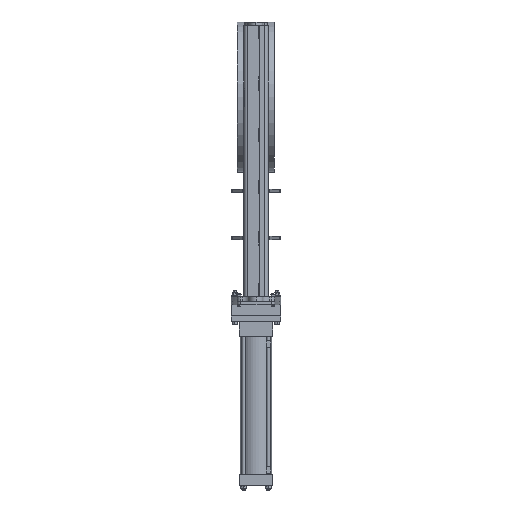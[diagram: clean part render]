
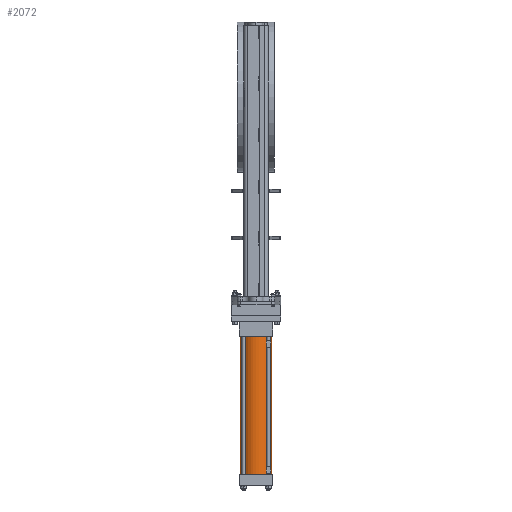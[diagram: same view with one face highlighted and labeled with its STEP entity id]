
A CAD part, left-side view. The second image highlights one B-rep face of the part: STEP entity #2072.
In plain terms, the highlighted cylindrical face has radius 44.45 mm (diameter 88.9 mm), a partial arc.
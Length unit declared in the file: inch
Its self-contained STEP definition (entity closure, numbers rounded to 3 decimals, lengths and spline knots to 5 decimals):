
#43 = VECTOR ( 'NONE', #23095, 39.37008 ) ;
#380 = LINE ( 'NONE', #22347, #16184 ) ;
#707 = AXIS2_PLACEMENT_3D ( 'NONE', #9084, #11222, #1423 ) ;
#1323 = CARTESIAN_POINT ( 'NONE',  ( 0., -0.0351, -26.626 ) ) ;
#1423 = DIRECTION ( 'NONE',  ( 0., -1., 0. ) ) ;
#1448 = ORIENTED_EDGE ( 'NONE', *, *, #9101, .F. ) ;
#2072 = ADVANCED_FACE ( 'NONE', ( #24578, #7554, #8508 ), #4116, .T. ) ;
#2110 = ORIENTED_EDGE ( 'NONE', *, *, #14728, .T. ) ;
#2120 = VECTOR ( 'NONE', #6461, 39.37008 ) ;
#2557 = AXIS2_PLACEMENT_3D ( 'NONE', #16867, #20537, #16598 ) ;
#3779 = CIRCLE ( 'NONE', #15891, 1.75 ) ;
#3912 = LINE ( 'NONE', #12647, #18731 ) ;
#3932 = CARTESIAN_POINT ( 'NONE',  ( 0., -1.7851, -26.626 ) ) ;
#4116 = CYLINDRICAL_SURFACE ( 'NONE', #2557, 1.75 ) ;
#4215 = AXIS2_PLACEMENT_3D ( 'NONE', #3932, #6128, #20751 ) ;
#4790 = EDGE_LOOP ( 'NONE', ( #25250, #14697, #14708, #1448 ) ) ;
#4936 = ORIENTED_EDGE ( 'NONE', *, *, #20154, .T. ) ;
#4939 = CIRCLE ( 'NONE', #12314, 1.75 ) ;
#4979 = VERTEX_POINT ( 'NONE', #1323 ) ;
#5851 = CARTESIAN_POINT ( 'NONE',  ( -1.13, -3.12136, -41.876 ) ) ;
#6128 = DIRECTION ( 'NONE',  ( 0., 0., 1. ) ) ;
#6316 = DIRECTION ( 'NONE',  ( 0., -1., 0. ) ) ;
#6461 = DIRECTION ( 'NONE',  ( 0., 0., -1. ) ) ;
#6585 = DIRECTION ( 'NONE',  ( 0., 0., 1. ) ) ;
#6681 = ORIENTED_EDGE ( 'NONE', *, *, #25987, .T. ) ;
#7009 = EDGE_CURVE ( 'NONE', #25192, #13056, #3912, .T. ) ;
#7057 = CIRCLE ( 'NONE', #9758, 1.75 ) ;
#7350 = DIRECTION ( 'NONE',  ( 0., -1., 0. ) ) ;
#7554 = FACE_BOUND ( 'NONE', #7783, .T. ) ;
#7783 = EDGE_LOOP ( 'NONE', ( #2110, #4936, #14148, #15713 ) ) ;
#7856 = DIRECTION ( 'NONE',  ( 0., -1., 0. ) ) ;
#8186 = CARTESIAN_POINT ( 'NONE',  ( -1.33626, -2.9151, -41.126 ) ) ;
#8404 = CARTESIAN_POINT ( 'NONE',  ( -1.13, -3.12136, -41.126 ) ) ;
#8438 = CARTESIAN_POINT ( 'NONE',  ( -1.33626, -2.9151, -27.126 ) ) ;
#8508 = FACE_OUTER_BOUND ( 'NONE', #19490, .T. ) ;
#8534 = ORIENTED_EDGE ( 'NONE', *, *, #10227, .F. ) ;
#9084 = CARTESIAN_POINT ( 'NONE',  ( 0., -1.7851, -41.876 ) ) ;
#9101 = EDGE_CURVE ( 'NONE', #25192, #15171, #12981, .T. ) ;
#9758 = AXIS2_PLACEMENT_3D ( 'NONE', #22526, #18749, #6316 ) ;
#9844 = EDGE_CURVE ( 'NONE', #12263, #15137, #3779, .T. ) ;
#10227 = EDGE_CURVE ( 'NONE', #4979, #15407, #23004, .T. ) ;
#10956 = LINE ( 'NONE', #16788, #2120 ) ;
#10958 = VECTOR ( 'NONE', #6585, 39.37008 ) ;
#10994 = CARTESIAN_POINT ( 'NONE',  ( 0., -0.0351, -42.02556 ) ) ;
#11076 = CARTESIAN_POINT ( 'NONE',  ( -1.33626, -2.9151, -41.876 ) ) ;
#11221 = ORIENTED_EDGE ( 'NONE', *, *, #20883, .F. ) ;
#11222 = DIRECTION ( 'NONE',  ( 0., 0., -1. ) ) ;
#12013 = DIRECTION ( 'NONE',  ( 0., 0., -1. ) ) ;
#12077 = VERTEX_POINT ( 'NONE', #23934 ) ;
#12263 = VERTEX_POINT ( 'NONE', #8404 ) ;
#12314 = AXIS2_PLACEMENT_3D ( 'NONE', #19525, #21371, #7350 ) ;
#12582 = CARTESIAN_POINT ( 'NONE',  ( 0., -0.0351, -42.11956 ) ) ;
#12647 = CARTESIAN_POINT ( 'NONE',  ( -1.13, -3.12136, -42.11956 ) ) ;
#12866 = DIRECTION ( 'NONE',  ( 0., 0., -1. ) ) ;
#12955 = CARTESIAN_POINT ( 'NONE',  ( 0., -1.7851, -41.126 ) ) ;
#12981 = CIRCLE ( 'NONE', #16049, 1.75 ) ;
#13056 = VERTEX_POINT ( 'NONE', #24098 ) ;
#13091 = DIRECTION ( 'NONE',  ( 0., 0., -1. ) ) ;
#13586 = VERTEX_POINT ( 'NONE', #5851 ) ;
#13888 = CARTESIAN_POINT ( 'NONE',  ( -1.13, -3.12136, -27.126 ) ) ;
#14148 = ORIENTED_EDGE ( 'NONE', *, *, #20956, .T. ) ;
#14474 = ORIENTED_EDGE ( 'NONE', *, *, #21067, .F. ) ;
#14697 = ORIENTED_EDGE ( 'NONE', *, *, #17861, .T. ) ;
#14707 = DIRECTION ( 'NONE',  ( 0., 0., 1. ) ) ;
#14708 = ORIENTED_EDGE ( 'NONE', *, *, #25408, .T. ) ;
#14728 = EDGE_CURVE ( 'NONE', #12263, #13586, #10956, .T. ) ;
#14838 = CARTESIAN_POINT ( 'NONE',  ( -1.33626, -2.9151, -42.11956 ) ) ;
#14989 = CARTESIAN_POINT ( 'NONE',  ( 0., -3.5351, -26.626 ) ) ;
#15137 = VERTEX_POINT ( 'NONE', #8186 ) ;
#15171 = VERTEX_POINT ( 'NONE', #8438 ) ;
#15407 = VERTEX_POINT ( 'NONE', #14989 ) ;
#15713 = ORIENTED_EDGE ( 'NONE', *, *, #9844, .F. ) ;
#15891 = AXIS2_PLACEMENT_3D ( 'NONE', #12955, #12866, #16924 ) ;
#16049 = AXIS2_PLACEMENT_3D ( 'NONE', #20195, #12013, #7856 ) ;
#16184 = VECTOR ( 'NONE', #18732, 39.37008 ) ;
#16598 = DIRECTION ( 'NONE',  ( 0., 1., 0. ) ) ;
#16775 = LINE ( 'NONE', #14838, #43 ) ;
#16788 = CARTESIAN_POINT ( 'NONE',  ( -1.13, -3.12136, -42.11956 ) ) ;
#16867 = CARTESIAN_POINT ( 'NONE',  ( 0., -1.7851, -42.11956 ) ) ;
#16924 = DIRECTION ( 'NONE',  ( 0., -1., 0. ) ) ;
#16967 = LINE ( 'NONE', #12582, #10958 ) ;
#17076 = CARTESIAN_POINT ( 'NONE',  ( -1.33626, -2.9151, -42.11956 ) ) ;
#17861 = EDGE_CURVE ( 'NONE', #13056, #12077, #7057, .T. ) ;
#18731 = VECTOR ( 'NONE', #13091, 39.37008 ) ;
#18732 = DIRECTION ( 'NONE',  ( 0., 0., 1. ) ) ;
#18749 = DIRECTION ( 'NONE',  ( 0., 0., -1. ) ) ;
#19490 = EDGE_LOOP ( 'NONE', ( #14474, #6681, #8534, #11221 ) ) ;
#19525 = CARTESIAN_POINT ( 'NONE',  ( 0., -1.7851, -42.02556 ) ) ;
#20154 = EDGE_CURVE ( 'NONE', #13586, #23516, #25129, .T. ) ;
#20195 = CARTESIAN_POINT ( 'NONE',  ( 0., -1.7851, -27.126 ) ) ;
#20368 = VECTOR ( 'NONE', #14707, 39.37008 ) ;
#20537 = DIRECTION ( 'NONE',  ( 0., 0., 1. ) ) ;
#20751 = DIRECTION ( 'NONE',  ( 0., 1., 0. ) ) ;
#20883 = EDGE_CURVE ( 'NONE', #22633, #4979, #16967, .T. ) ;
#20956 = EDGE_CURVE ( 'NONE', #23516, #15137, #21987, .T. ) ;
#21067 = EDGE_CURVE ( 'NONE', #22374, #22633, #4939, .T. ) ;
#21371 = DIRECTION ( 'NONE',  ( 0., 0., -1. ) ) ;
#21987 = LINE ( 'NONE', #17076, #20368 ) ;
#22347 = CARTESIAN_POINT ( 'NONE',  ( 0., -3.5351, -42.11956 ) ) ;
#22374 = VERTEX_POINT ( 'NONE', #24027 ) ;
#22526 = CARTESIAN_POINT ( 'NONE',  ( 0., -1.7851, -27.876 ) ) ;
#22633 = VERTEX_POINT ( 'NONE', #10994 ) ;
#23004 = CIRCLE ( 'NONE', #4215, 1.75 ) ;
#23095 = DIRECTION ( 'NONE',  ( 0., 0., 1. ) ) ;
#23516 = VERTEX_POINT ( 'NONE', #11076 ) ;
#23934 = CARTESIAN_POINT ( 'NONE',  ( -1.33626, -2.9151, -27.876 ) ) ;
#24027 = CARTESIAN_POINT ( 'NONE',  ( 0., -3.5351, -42.02556 ) ) ;
#24098 = CARTESIAN_POINT ( 'NONE',  ( -1.13, -3.12136, -27.876 ) ) ;
#24578 = FACE_BOUND ( 'NONE', #4790, .T. ) ;
#25129 = CIRCLE ( 'NONE', #707, 1.75 ) ;
#25192 = VERTEX_POINT ( 'NONE', #13888 ) ;
#25250 = ORIENTED_EDGE ( 'NONE', *, *, #7009, .T. ) ;
#25408 = EDGE_CURVE ( 'NONE', #12077, #15171, #16775, .T. ) ;
#25987 = EDGE_CURVE ( 'NONE', #22374, #15407, #380, .T. ) ;
